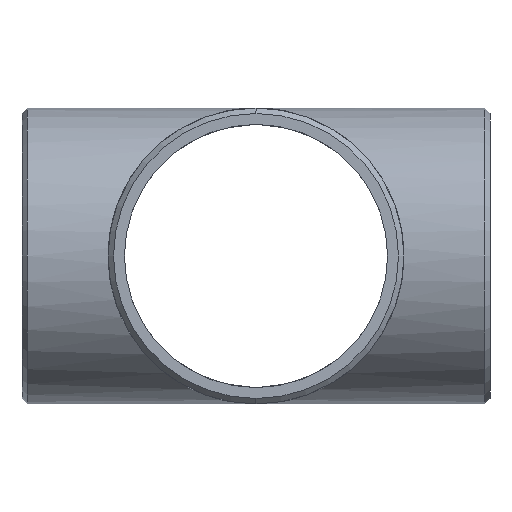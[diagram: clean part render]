
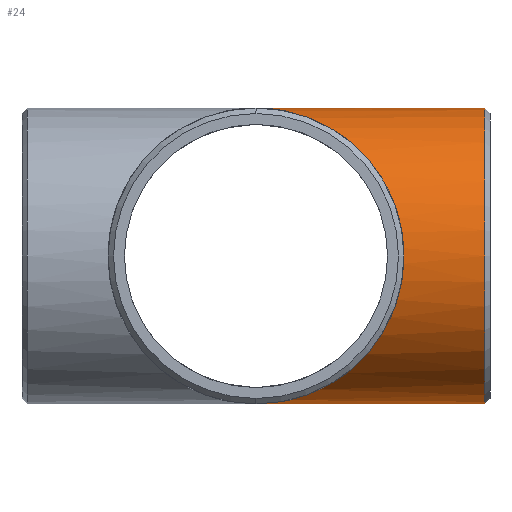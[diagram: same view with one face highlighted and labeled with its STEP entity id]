
A CAD part, left-side view. The second image highlights one B-rep face of the part: STEP entity #24.
In plain terms, the highlighted cylindrical face has radius 136.525 mm (diameter 273.05 mm), a partial arc.
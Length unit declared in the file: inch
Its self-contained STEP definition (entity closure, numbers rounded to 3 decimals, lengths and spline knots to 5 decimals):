
#7 = CARTESIAN_POINT ( 'NONE',  ( 0., -8.302, 5.375 ) ) ;
#20 = CARTESIAN_POINT ( 'NONE',  ( 0., -8.302, 0. ) ) ;
#24 = ADVANCED_FACE ( 'NONE', ( #673 ), #668, .T. ) ;
#50 = VECTOR ( 'NONE', #221, 39.37008 ) ;
#55 = CARTESIAN_POINT ( 'NONE',  ( 0., -8.5, 0. ) ) ;
#60 = LINE ( 'NONE', #614, #588 ) ;
#79 = DIRECTION ( 'NONE',  ( 0., 0., -1. ) ) ;
#89 = VERTEX_POINT ( 'NONE', #7 ) ;
#90 = CARTESIAN_POINT ( 'NONE',  ( 0., 0., 5.375 ) ) ;
#199 = DIRECTION ( 'NONE',  ( 0., 1., 0. ) ) ;
#213 = EDGE_LOOP ( 'NONE', ( #768, #260, #373, #796 ) ) ;
#221 = DIRECTION ( 'NONE',  ( 0., 1., 0. ) ) ;
#224 = VERTEX_POINT ( 'NONE', #435 ) ;
#244 = DIRECTION ( 'NONE',  ( 0., 1., 0. ) ) ;
#260 = ORIENTED_EDGE ( 'NONE', *, *, #480, .T. ) ;
#268 = LINE ( 'NONE', #339, #50 ) ;
#308 = CARTESIAN_POINT ( 'NONE',  ( 0., 0., -5.375 ) ) ;
#339 = CARTESIAN_POINT ( 'NONE',  ( 0., -8.5, -5.375 ) ) ;
#373 = ORIENTED_EDGE ( 'NONE', *, *, #765, .F. ) ;
#431 = CIRCLE ( 'NONE', #790, 5.375 ) ;
#435 = CARTESIAN_POINT ( 'NONE',  ( 0., 0., -5.375 ) ) ;
#480 = EDGE_CURVE ( 'NONE', #89, #723, #60, .T. ) ;
#508 = CARTESIAN_POINT ( 'NONE',  ( 0., -8.302, -5.375 ) ) ;
#544 = DIRECTION ( 'NONE',  ( 0., 1., 0. ) ) ;
#588 = VECTOR ( 'NONE', #244, 39.37008 ) ;
#605 = EDGE_CURVE ( 'NONE', #621, #89, #431, .T. ) ;
#614 = CARTESIAN_POINT ( 'NONE',  ( 0., -8.5, 5.375 ) ) ;
#621 = VERTEX_POINT ( 'NONE', #508 ) ;
#668 = CYLINDRICAL_SURFACE ( 'NONE', #794, 5.375 ) ;
#669 =( BOUNDED_CURVE ( )  B_SPLINE_CURVE ( 3, ( #308, #689, #678, #683 ),
 .UNSPECIFIED., .F., .T. ) 
 B_SPLINE_CURVE_WITH_KNOTS ( ( 4, 4 ),
 ( 4.71239, 7.85398 ),
 .UNSPECIFIED. ) 
 CURVE ( )  GEOMETRIC_REPRESENTATION_ITEM ( )  RATIONAL_B_SPLINE_CURVE ( ( 1., 0.333, 0.333, 1. ) ) 
 REPRESENTATION_ITEM ( '' )  );
#673 = FACE_OUTER_BOUND ( 'NONE', #213, .T. ) ;
#678 = CARTESIAN_POINT ( 'NONE',  ( -10.75, -10.75, 5.375 ) ) ;
#683 = CARTESIAN_POINT ( 'NONE',  ( 0., 0., 5.375 ) ) ;
#689 = CARTESIAN_POINT ( 'NONE',  ( -10.75, -10.75, -5.375 ) ) ;
#697 = EDGE_CURVE ( 'NONE', #621, #224, #268, .T. ) ;
#723 = VERTEX_POINT ( 'NONE', #90 ) ;
#765 = EDGE_CURVE ( 'NONE', #224, #723, #669, .T. ) ;
#768 = ORIENTED_EDGE ( 'NONE', *, *, #605, .T. ) ;
#790 = AXIS2_PLACEMENT_3D ( 'NONE', #20, #199, #79 ) ;
#794 = AXIS2_PLACEMENT_3D ( 'NONE', #55, #544, #799 ) ;
#796 = ORIENTED_EDGE ( 'NONE', *, *, #697, .F. ) ;
#799 = DIRECTION ( 'NONE',  ( 0., 0., -1. ) ) ;
